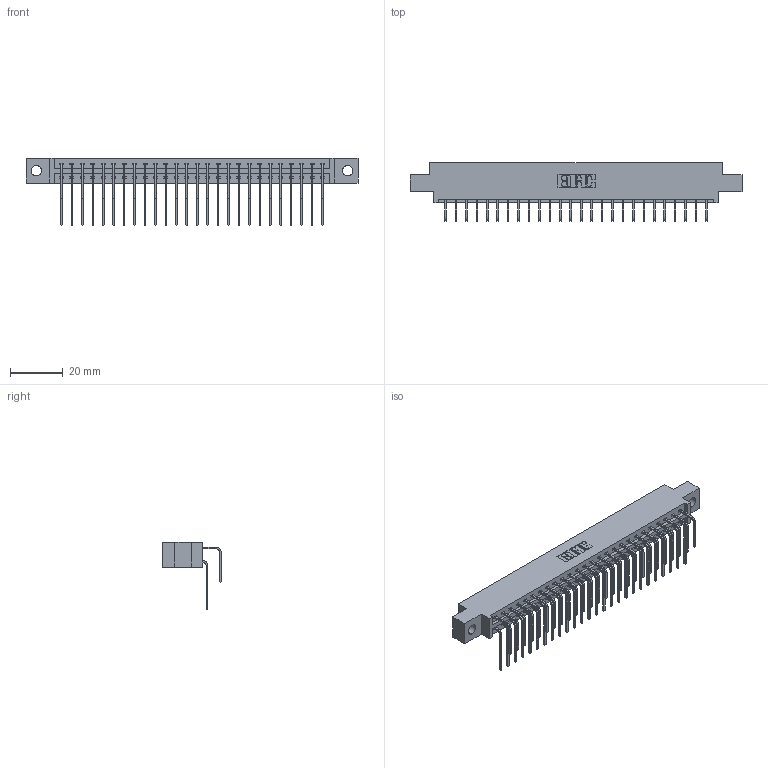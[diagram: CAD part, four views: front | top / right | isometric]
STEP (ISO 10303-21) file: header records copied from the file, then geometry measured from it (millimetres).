
FILE_DESCRIPTION (( 'STEP AP203' ), '1' );
FILE_NAME ('337-052-558-804.STEP', '2018-08-09T23:35:42', ( '' ), ( '' ), 'SwSTEP 2.0', 'SolidWorks 2016', '' );
FILE_SCHEMA (( 'CONFIG_CONTROL_DESIGN' ));
Length unit declared in the file: inch
Products named in the file (4): 337 Part_0.170 Offset - 0.156 Dia-TH; 345-292-001_558 559 Tail - 1; 345-292-001_558 Tail - 2; 337-052-558-804
Assembly tree (53 placements, depth 2):
  337-052-558-804
    337 Part_0.170 Offset - 0.156 Dia-TH
    345-292-001_558 559 Tail - 1  x26
    345-292-001_558 Tail - 2  x26
Bounding box: 126.03 x 22.17 x 25.53 mm (x, y, z)
Volume: 13164.2 mm3; surface area: 16138.2 mm2
Topology: 53 solids, 53 shells, 3030 faces, 9007 edges, 5934 vertices
Faces by surface type: plane 2154, cylinder 876
Entity records: 24147 total; most frequent: CARTESIAN_POINT 4129, ORIENTED_EDGE 4014, DIRECTION 3523, EDGE_CURVE 2007, LINE 1839, VECTOR 1839, VERTEX_POINT 1334, AXIS2_PLACEMENT_3D 842
